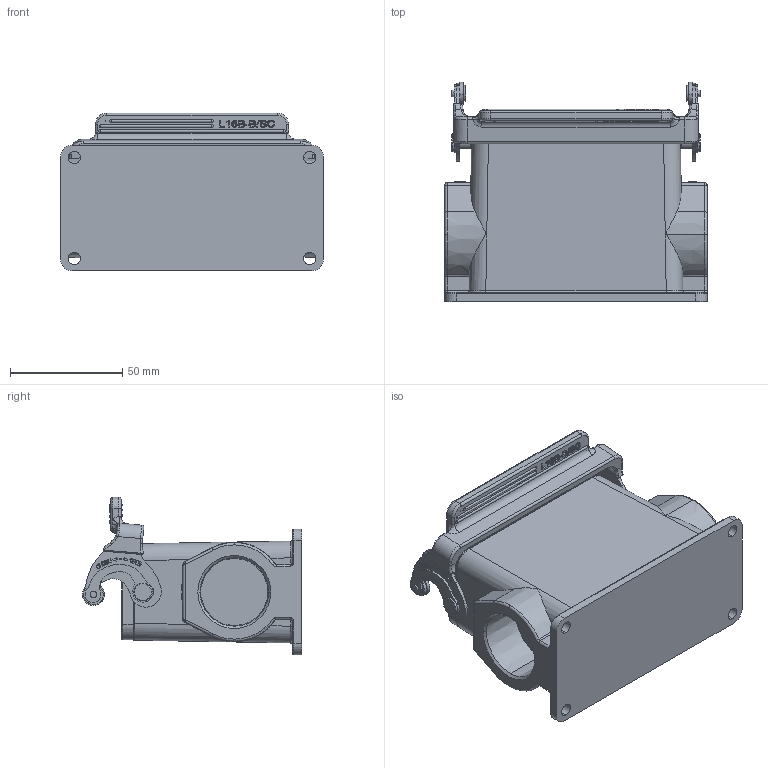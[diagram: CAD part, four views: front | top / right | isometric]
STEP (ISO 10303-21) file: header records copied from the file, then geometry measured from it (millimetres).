
FILE_DESCRIPTION(/* description */ (''),/* implementation_level */ '2;1');
FILE_NAME(/* name */ '3D_1240162215011_HV16B-SFH-1L_SC-PG21_V1.1.stp',/* time_stamp */ '2024-01-02T08:42:25+08:00',/* author */ (''),/* organization */ (''),/* preprocessor_version */ 'ST-DEVELOPER v18.1',/* originating_system */ 'SIEMENS PLM Software NX 1980',/* authorisation */ '');
FILE_SCHEMA (('AUTOMOTIVE_DESIGN { 1 0 10303 214 3 1 1 1 }'));
Length unit declared in the file: millimetre
Products named in the file (1): 14590F50E846lz2u
Bounding box: 117.01 x 97.77 x 70.28 mm (x, y, z)
Volume: 175639.4 mm3; surface area: 67142.4 mm2
Topology: 1 solids, 9 shells, 1007 faces, 2735 edges, 1797 vertices
Faces by surface type: plane 420, cylinder 404, torus 61, extrusion 36, cone 35, bspline 31, sphere 20
Full cylindrical faces by diameter (mm): 24 x1, 26.9 x1
Entity records: 43000 total; most frequent: CARTESIAN_POINT 14744, ORIENTED_EDGE 5354, DIRECTION 4218, EDGE_CURVE 2704, VERTEX_POINT 1797, AXIS2_PLACEMENT_3D 1556, EDGE_LOOP 1117, VECTOR 1106
